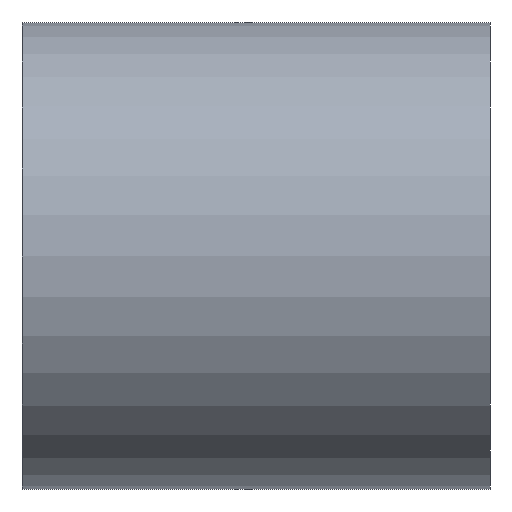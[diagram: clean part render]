
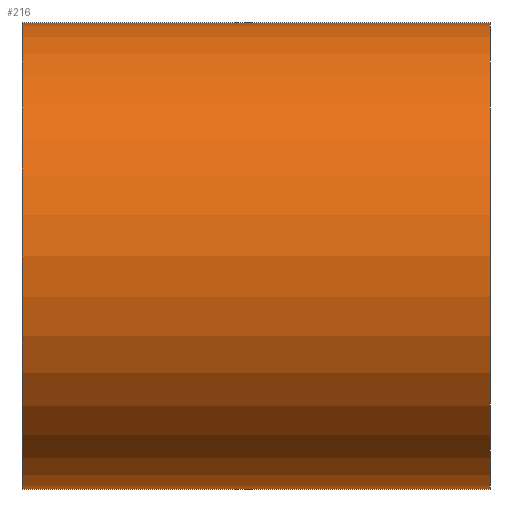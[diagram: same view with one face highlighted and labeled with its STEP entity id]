
A CAD part, front view. The second image highlights one B-rep face of the part: STEP entity #216.
In plain terms, the highlighted cylindrical face has radius 4.75 mm (diameter 9.5 mm), a partial arc.
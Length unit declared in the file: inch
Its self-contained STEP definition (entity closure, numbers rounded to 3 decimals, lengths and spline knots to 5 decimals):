
#3 = DIRECTION ( 'NONE',  ( 0., 0., -1. ) ) ;
#7 = CARTESIAN_POINT ( 'NONE',  ( 0.1875, 0., 0.187 ) ) ;
#9 = VERTEX_POINT ( 'NONE', #139 ) ;
#13 = CARTESIAN_POINT ( 'NONE',  ( -0.1875, 0., 0.187 ) ) ;
#23 = AXIS2_PLACEMENT_3D ( 'NONE', #50, #219, #218 ) ;
#32 = VERTEX_POINT ( 'NONE', #134 ) ;
#33 = AXIS2_PLACEMENT_3D ( 'NONE', #67, #179, #3 ) ;
#48 = LINE ( 'NONE', #51, #248 ) ;
#50 = CARTESIAN_POINT ( 'NONE',  ( 0.1875, 0., 0. ) ) ;
#51 = CARTESIAN_POINT ( 'NONE',  ( 0.1875, 0., -0.187 ) ) ;
#56 = VERTEX_POINT ( 'NONE', #13 ) ;
#57 = AXIS2_PLACEMENT_3D ( 'NONE', #64, #95, #194 ) ;
#62 = EDGE_CURVE ( 'NONE', #56, #204, #241, .T. ) ;
#64 = CARTESIAN_POINT ( 'NONE',  ( -0.1875, 0., 0. ) ) ;
#66 = LINE ( 'NONE', #7, #79 ) ;
#67 = CARTESIAN_POINT ( 'NONE',  ( 0.1875, 0., 0. ) ) ;
#79 = VECTOR ( 'NONE', #87, 39.37008 ) ;
#80 = EDGE_LOOP ( 'NONE', ( #131, #197, #167, #202 ) ) ;
#87 = DIRECTION ( 'NONE',  ( -1., 0., 0. ) ) ;
#95 = DIRECTION ( 'NONE',  ( 1., 0., 0. ) ) ;
#122 = CYLINDRICAL_SURFACE ( 'NONE', #23, 0.187 ) ;
#129 = EDGE_CURVE ( 'NONE', #32, #9, #138, .T. ) ;
#131 = ORIENTED_EDGE ( 'NONE', *, *, #190, .F. ) ;
#134 = CARTESIAN_POINT ( 'NONE',  ( 0.1875, 0., 0.187 ) ) ;
#138 = CIRCLE ( 'NONE', #33, 0.187 ) ;
#139 = CARTESIAN_POINT ( 'NONE',  ( 0.1875, 0., -0.187 ) ) ;
#160 = DIRECTION ( 'NONE',  ( -1., 0., 0. ) ) ;
#167 = ORIENTED_EDGE ( 'NONE', *, *, #174, .T. ) ;
#174 = EDGE_CURVE ( 'NONE', #32, #56, #66, .T. ) ;
#179 = DIRECTION ( 'NONE',  ( 1., 0., 0. ) ) ;
#190 = EDGE_CURVE ( 'NONE', #9, #204, #48, .T. ) ;
#194 = DIRECTION ( 'NONE',  ( 0., 0., -1. ) ) ;
#197 = ORIENTED_EDGE ( 'NONE', *, *, #129, .F. ) ;
#202 = ORIENTED_EDGE ( 'NONE', *, *, #62, .T. ) ;
#204 = VERTEX_POINT ( 'NONE', #238 ) ;
#216 = ADVANCED_FACE ( 'NONE', ( #243 ), #122, .T. ) ;
#218 = DIRECTION ( 'NONE',  ( 0., 0., 1. ) ) ;
#219 = DIRECTION ( 'NONE',  ( -1., 0., 0. ) ) ;
#238 = CARTESIAN_POINT ( 'NONE',  ( -0.1875, 0., -0.187 ) ) ;
#241 = CIRCLE ( 'NONE', #57, 0.187 ) ;
#243 = FACE_OUTER_BOUND ( 'NONE', #80, .T. ) ;
#248 = VECTOR ( 'NONE', #160, 39.37008 ) ;
